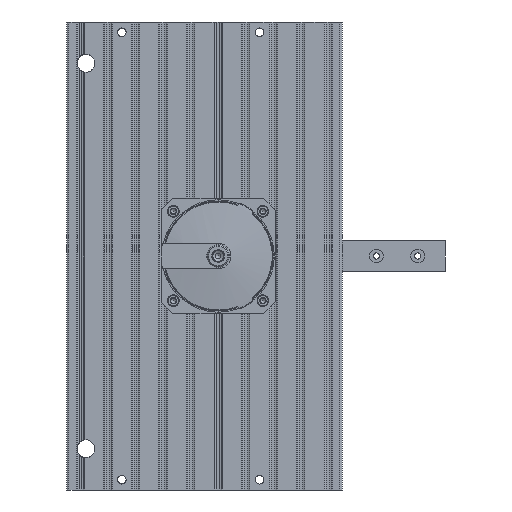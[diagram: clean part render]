
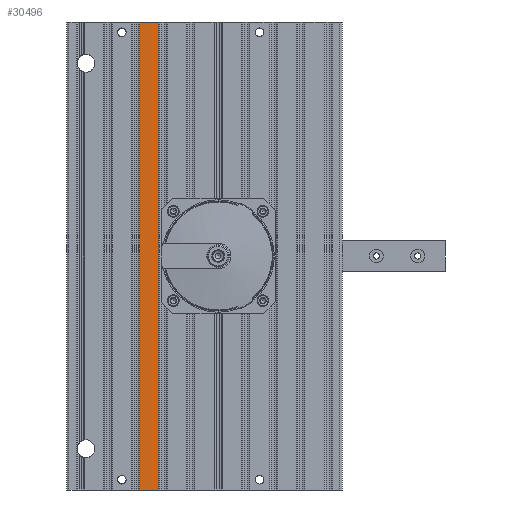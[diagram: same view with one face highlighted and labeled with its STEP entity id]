
A CAD part, left-side view. The second image highlights one B-rep face of the part: STEP entity #30496.
In plain terms, the highlighted planar face has unit normal (-1, 0, 0).
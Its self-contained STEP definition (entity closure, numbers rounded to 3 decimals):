
#888=PLANE('',#33097);
#2126=LINE('',#47876,#4550);
#2127=LINE('',#47880,#4551);
#2128=LINE('',#47882,#4552);
#2129=LINE('',#47884,#4553);
#4550=VECTOR('',#37416,1000.);
#4551=VECTOR('',#37421,1000.);
#4552=VECTOR('',#37422,1000.);
#4553=VECTOR('',#37423,1000.);
#8983=ORIENTED_EDGE('',*,*,#17483,.T.);
#8984=ORIENTED_EDGE('',*,*,#17484,.F.);
#8985=ORIENTED_EDGE('',*,*,#17485,.F.);
#8986=ORIENTED_EDGE('',*,*,#17481,.T.);
#17481=EDGE_CURVE('',#21652,#21651,#2126,.T.);
#17483=EDGE_CURVE('',#21651,#21653,#2127,.T.);
#17484=EDGE_CURVE('',#21654,#21653,#2128,.T.);
#17485=EDGE_CURVE('',#21652,#21654,#2129,.T.);
#21651=VERTEX_POINT('',#47875);
#21652=VERTEX_POINT('',#47877);
#21653=VERTEX_POINT('',#47881);
#21654=VERTEX_POINT('',#47883);
#24676=EDGE_LOOP('',(#8983,#8984,#8985,#8986));
#27248=FACE_BOUND('',#24676,.T.);
#30496=ADVANCED_FACE('',(#27248),#888,.F.);
#33097=AXIS2_PLACEMENT_3D('',#47879,#37419,#37420);
#37416=DIRECTION('',(0.,0.,-1.));
#37419=DIRECTION('',(1.,0.,0.));
#37420=DIRECTION('',(0.,1.,0.));
#37421=DIRECTION('',(0.,-1.,0.));
#37422=DIRECTION('',(0.,0.,-1.));
#37423=DIRECTION('',(0.,-1.,0.));
#47875=CARTESIAN_POINT('',(0.,47.,-170.));
#47876=CARTESIAN_POINT('',(0.,47.,170.));
#47877=CARTESIAN_POINT('',(0.,47.,170.));
#47879=CARTESIAN_POINT('',(0.,47.,170.));
#47880=CARTESIAN_POINT('',(0.,47.,-170.));
#47881=CARTESIAN_POINT('',(0.,33.,-170.));
#47882=CARTESIAN_POINT('',(0.,33.,170.));
#47883=CARTESIAN_POINT('',(0.,33.,170.));
#47884=CARTESIAN_POINT('',(0.,47.,170.));
